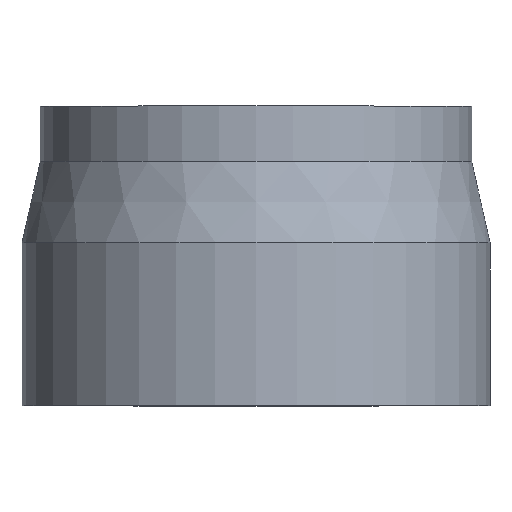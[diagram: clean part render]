
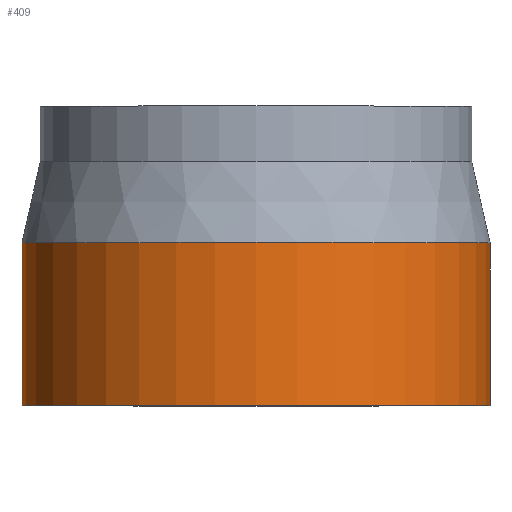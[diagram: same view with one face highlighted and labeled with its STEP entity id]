
A CAD part, top view. The second image highlights one B-rep face of the part: STEP entity #409.
In plain terms, the highlighted cylindrical face has radius 57.5 mm (diameter 115 mm), a full revolution.
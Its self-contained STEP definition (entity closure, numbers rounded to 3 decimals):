
#45=CIRCLE('',#448,57.5);
#50=CIRCLE('',#458,57.5);
#73=FACE_OUTER_BOUND('',#98,.T.);
#98=EDGE_LOOP('',(#357,#358,#359,#360));
#145=LINE('',#2047,#165);
#165=VECTOR('',#537,57.5);
#193=VERTEX_POINT('',#1058);
#201=VERTEX_POINT('',#2045);
#237=EDGE_CURVE('',#193,#193,#45,.T.);
#254=EDGE_CURVE('',#201,#201,#50,.T.);
#255=EDGE_CURVE('',#201,#193,#145,.T.);
#357=ORIENTED_EDGE('',*,*,#254,.F.);
#358=ORIENTED_EDGE('',*,*,#255,.T.);
#359=ORIENTED_EDGE('',*,*,#237,.T.);
#360=ORIENTED_EDGE('',*,*,#255,.F.);
#389=CYLINDRICAL_SURFACE('',#457,57.5);
#409=ADVANCED_FACE('',(#73),#389,.T.);
#448=AXIS2_PLACEMENT_3D('',#1059,#510,#511);
#457=AXIS2_PLACEMENT_3D('',#2044,#533,#534);
#458=AXIS2_PLACEMENT_3D('',#2046,#535,#536);
#510=DIRECTION('center_axis',(0.,1.,0.));
#511=DIRECTION('ref_axis',(0.,0.,1.));
#533=DIRECTION('center_axis',(0.,1.,0.));
#534=DIRECTION('ref_axis',(0.,0.,1.));
#535=DIRECTION('center_axis',(0.,1.,0.));
#536=DIRECTION('ref_axis',(1.,0.,0.));
#537=DIRECTION('',(0.,-1.,0.));
#1058=CARTESIAN_POINT('',(0.,-73.556,-57.5));
#1059=CARTESIAN_POINT('Origin',(0.,-73.556,0.));
#2044=CARTESIAN_POINT('Origin',(0.,-56.056,0.));
#2045=CARTESIAN_POINT('',(0.,-33.556,-57.5));
#2046=CARTESIAN_POINT('Origin',(0.,-33.556,0.));
#2047=CARTESIAN_POINT('',(0.,-56.056,-57.5));
